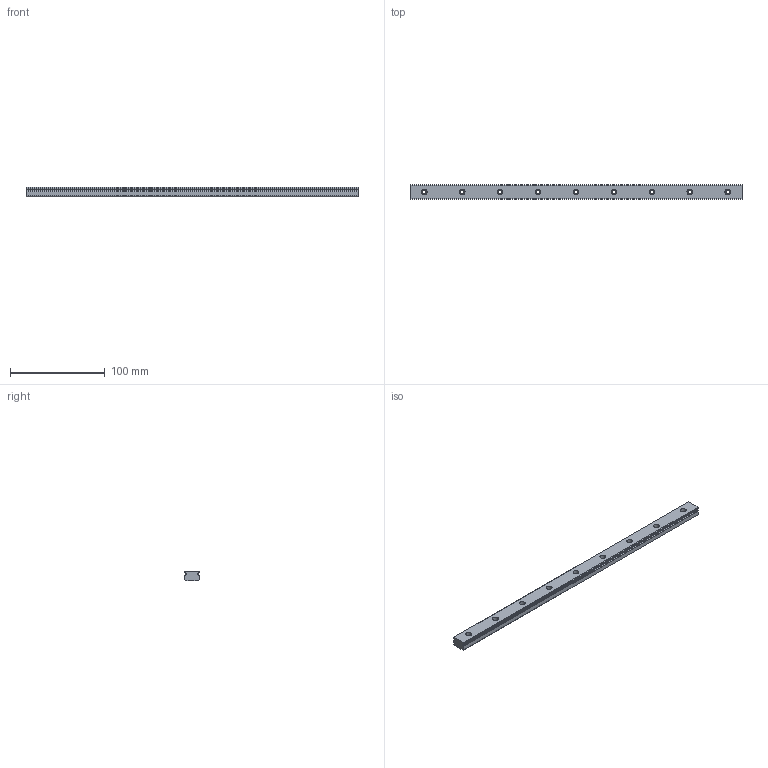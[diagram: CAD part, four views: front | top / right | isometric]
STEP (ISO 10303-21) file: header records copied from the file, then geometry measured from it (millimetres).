
FILE_DESCRIPTION (( 'STEP AP214' ), '1' );
FILE_NAME ('MGNR15R350CM-Rail.STEP', '2022-04-11T18:28:05', ( '' ), ( '' ), 'SwSTEP 2.0', 'SolidWorks 2021', '' );
FILE_SCHEMA (( 'AUTOMOTIVE_DESIGN' ));
Length unit declared in the file: millimetre
Products named in the file (1): MGNR15R350CM-Rail
Bounding box: 350 x 15 x 10 mm (x, y, z)
Volume: 48292.2 mm3; surface area: 20193.1 mm2
Topology: 1 solids, 1 shells, 81 faces, 237 edges, 158 vertices
Faces by surface type: cylinder 53, plane 28
Entity records: 2915 total; most frequent: CARTESIAN_POINT 594, DIRECTION 507, ORIENTED_EDGE 474, EDGE_CURVE 237, AXIS2_PLACEMENT_3D 197, VERTEX_POINT 158, CIRCLE 115, LINE 113
